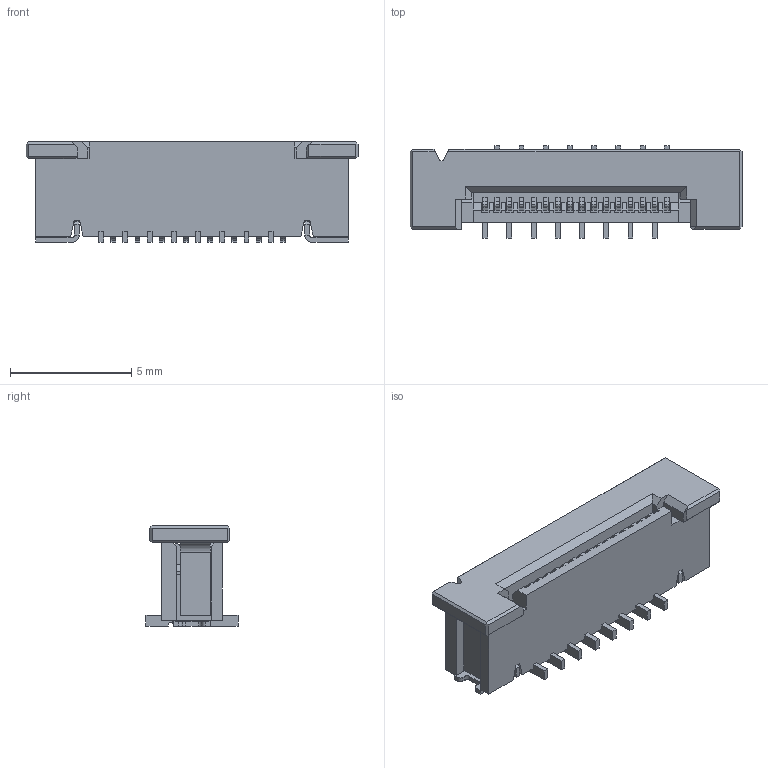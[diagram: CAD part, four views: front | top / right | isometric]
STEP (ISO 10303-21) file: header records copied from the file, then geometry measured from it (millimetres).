
FILE_DESCRIPTION(('STEP AP242'),'1');
FILE_NAME('1-1734742-6.stp','2022-07-18T22:53:43',('TraceParts'),('TraceParts S.A.'),'Spatial InterOp 3D',' ',' ');
FILE_SCHEMA(('AP242_MANAGED_MODEL_BASED_3D_ENGINEERING_MIM_LF {1 0 10303 442 1 1 4}'));
Length unit declared in the file: millimetre
Products named in the file (1): 1-1734742-6
Bounding box: 13.7 x 3.8 x 4.15 mm (x, y, z)
Volume: 110.1 mm3; surface area: 461 mm2
Topology: 1 solids, 1 shells, 783 faces, 2276 edges, 1487 vertices
Faces by surface type: plane 671, cylinder 112
Entity records: 25479 total; most frequent: CARTESIAN_POINT 4553, ORIENTED_EDGE 4552, DIRECTION 4066, EDGE_CURVE 2276, LINE 2050, VECTOR 2050, VERTEX_POINT 1487, AXIS2_PLACEMENT_3D 1008
